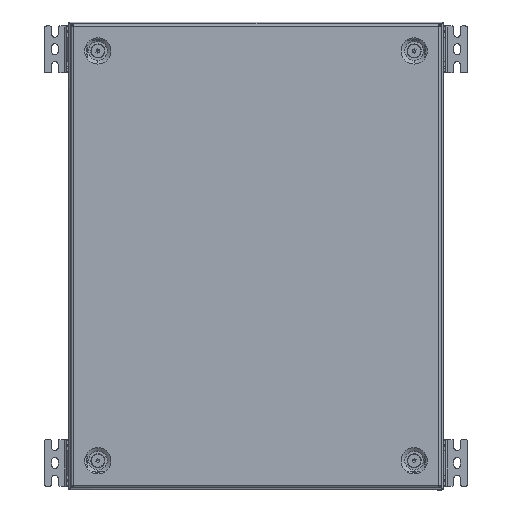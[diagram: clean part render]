
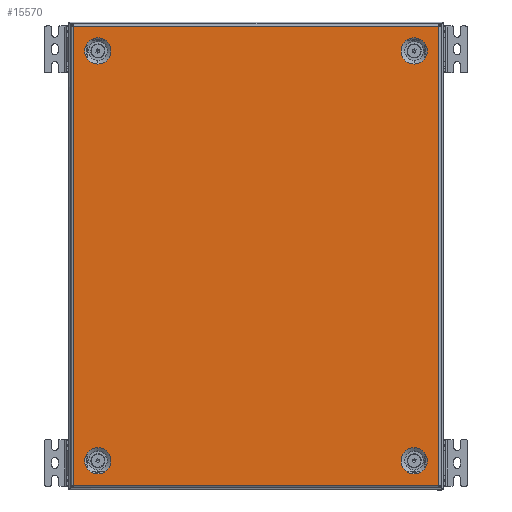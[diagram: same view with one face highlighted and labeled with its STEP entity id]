
A CAD part, top view. The second image highlights one B-rep face of the part: STEP entity #15570.
In plain terms, the highlighted planar face has unit normal (0, 0, 1).
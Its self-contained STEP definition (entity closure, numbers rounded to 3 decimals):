
#933 = LINE ( 'NONE', #7622, #5411 ) ;
#1065 = VECTOR ( 'NONE', #17118, 1000. ) ;
#1483 = CARTESIAN_POINT ( 'NONE',  ( -169., -233., 0. ) ) ;
#1544 = DIRECTION ( 'NONE',  ( 1., 0., 0. ) ) ;
#1627 = CIRCLE ( 'NONE', #3448, 14. ) ;
#1710 = CARTESIAN_POINT ( 'NONE',  ( -169., 219., 0. ) ) ;
#1961 = VERTEX_POINT ( 'NONE', #19480 ) ;
#2329 = CARTESIAN_POINT ( 'NONE',  ( -169., -219., 0. ) ) ;
#2337 = AXIS2_PLACEMENT_3D ( 'NONE', #5246, #22167, #13947 ) ;
#2357 = AXIS2_PLACEMENT_3D ( 'NONE', #16778, #21035, #1544 ) ;
#2482 = CARTESIAN_POINT ( 'NONE',  ( -169., 219., 0. ) ) ;
#3448 = AXIS2_PLACEMENT_3D ( 'NONE', #2482, #15584, #12905 ) ;
#3558 = DIRECTION ( 'NONE',  ( 0., 0., 1. ) ) ;
#3645 = VECTOR ( 'NONE', #25337, 1000. ) ;
#3962 = EDGE_CURVE ( 'NONE', #14800, #6156, #6246, .T. ) ;
#4079 = ORIENTED_EDGE ( 'NONE', *, *, #5451, .F. ) ;
#4367 = AXIS2_PLACEMENT_3D ( 'NONE', #24391, #9463, #13885 ) ;
#4617 = ORIENTED_EDGE ( 'NONE', *, *, #11900, .F. ) ;
#5050 = VERTEX_POINT ( 'NONE', #7833 ) ;
#5152 = DIRECTION ( 'NONE',  ( 0., 1., 0. ) ) ;
#5246 = CARTESIAN_POINT ( 'NONE',  ( 0., 0., 0. ) ) ;
#5393 = ORIENTED_EDGE ( 'NONE', *, *, #15222, .F. ) ;
#5411 = VECTOR ( 'NONE', #7484, 1000. ) ;
#5451 = EDGE_CURVE ( 'NONE', #13487, #27625, #15648, .T. ) ;
#5567 = CARTESIAN_POINT ( 'NONE',  ( 197.5, -245.5, 0. ) ) ;
#6024 = VERTEX_POINT ( 'NONE', #12532 ) ;
#6096 = ORIENTED_EDGE ( 'NONE', *, *, #12155, .F. ) ;
#6156 = VERTEX_POINT ( 'NONE', #26013 ) ;
#6246 = LINE ( 'NONE', #14670, #14295 ) ;
#6341 = CARTESIAN_POINT ( 'NONE',  ( 169., -219., 0. ) ) ;
#6901 = ORIENTED_EDGE ( 'NONE', *, *, #3962, .T. ) ;
#7202 = CARTESIAN_POINT ( 'NONE',  ( 195.5, 245.5, 0. ) ) ;
#7253 = EDGE_CURVE ( 'NONE', #13981, #14800, #13615, .T. ) ;
#7393 = CARTESIAN_POINT ( 'NONE',  ( -195.5, 245.5, 0. ) ) ;
#7396 = FACE_BOUND ( 'NONE', #19652, .T. ) ;
#7424 = EDGE_CURVE ( 'NONE', #13981, #13395, #933, .T. ) ;
#7484 = DIRECTION ( 'NONE',  ( 1., 0., 0. ) ) ;
#7573 = VECTOR ( 'NONE', #5152, 1000. ) ;
#7622 = CARTESIAN_POINT ( 'NONE',  ( -197.5, 245.5, 0. ) ) ;
#7717 = VECTOR ( 'NONE', #22919, 1000. ) ;
#7833 = CARTESIAN_POINT ( 'NONE',  ( 169., 205., 0. ) ) ;
#8192 = ORIENTED_EDGE ( 'NONE', *, *, #25782, .F. ) ;
#8495 = DIRECTION ( 'NONE',  ( -1., 0., 0. ) ) ;
#8813 = ORIENTED_EDGE ( 'NONE', *, *, #17055, .T. ) ;
#9125 = ORIENTED_EDGE ( 'NONE', *, *, #26559, .T. ) ;
#9304 = DIRECTION ( 'NONE',  ( 0., 0., 1. ) ) ;
#9341 = EDGE_CURVE ( 'NONE', #27625, #13487, #15038, .T. ) ;
#9463 = DIRECTION ( 'NONE',  ( 0., 0., 1. ) ) ;
#9677 = CARTESIAN_POINT ( 'NONE',  ( 169., -233., 0. ) ) ;
#9819 = VERTEX_POINT ( 'NONE', #9677 ) ;
#9895 = CARTESIAN_POINT ( 'NONE',  ( -195.4, 245.5, 0. ) ) ;
#10012 = DIRECTION ( 'NONE',  ( 0., 0., 1. ) ) ;
#10525 = ORIENTED_EDGE ( 'NONE', *, *, #15759, .F. ) ;
#11248 = ORIENTED_EDGE ( 'NONE', *, *, #7253, .T. ) ;
#11280 = CIRCLE ( 'NONE', #13098, 14. ) ;
#11519 = EDGE_LOOP ( 'NONE', ( #21493, #4079 ) ) ;
#11900 = EDGE_CURVE ( 'NONE', #12014, #6024, #1627, .T. ) ;
#12014 = VERTEX_POINT ( 'NONE', #13047 ) ;
#12124 = DIRECTION ( 'NONE',  ( 0., 0., 1. ) ) ;
#12155 = EDGE_CURVE ( 'NONE', #5050, #20467, #19807, .T. ) ;
#12532 = CARTESIAN_POINT ( 'NONE',  ( -169., 205., 0. ) ) ;
#12905 = DIRECTION ( 'NONE',  ( 1., 0., 0. ) ) ;
#13047 = CARTESIAN_POINT ( 'NONE',  ( -169., 233., 0. ) ) ;
#13098 = AXIS2_PLACEMENT_3D ( 'NONE', #6341, #17435, #26119 ) ;
#13395 = VERTEX_POINT ( 'NONE', #9895 ) ;
#13487 = VERTEX_POINT ( 'NONE', #1483 ) ;
#13615 = LINE ( 'NONE', #17585, #14495 ) ;
#13697 = EDGE_CURVE ( 'NONE', #27903, #22721, #16523, .T. ) ;
#13785 = CARTESIAN_POINT ( 'NONE',  ( 195.4, 245.5, 0. ) ) ;
#13885 = DIRECTION ( 'NONE',  ( -1., 0., 0. ) ) ;
#13898 = AXIS2_PLACEMENT_3D ( 'NONE', #27368, #10012, #25083 ) ;
#13947 = DIRECTION ( 'NONE',  ( 1., 0., 0. ) ) ;
#13981 = VERTEX_POINT ( 'NONE', #7393 ) ;
#14295 = VECTOR ( 'NONE', #16933, 1000. ) ;
#14404 = DIRECTION ( 'NONE',  ( 1., 0., 0. ) ) ;
#14495 = VECTOR ( 'NONE', #15319, 1000. ) ;
#14670 = CARTESIAN_POINT ( 'NONE',  ( -195.793, -245.5, 0. ) ) ;
#14800 = VERTEX_POINT ( 'NONE', #23822 ) ;
#14817 = ORIENTED_EDGE ( 'NONE', *, *, #20828, .T. ) ;
#15038 = CIRCLE ( 'NONE', #22732, 14. ) ;
#15222 = EDGE_CURVE ( 'NONE', #6024, #12014, #26422, .T. ) ;
#15265 = CARTESIAN_POINT ( 'NONE',  ( -195.793, -245.5, 0. ) ) ;
#15319 = DIRECTION ( 'NONE',  ( 0., -1., 0. ) ) ;
#15570 = ADVANCED_FACE ( 'NONE', ( #15789, #7396, #24880, #16074, #16214 ), #24739, .T. ) ;
#15584 = DIRECTION ( 'NONE',  ( 0., 0., 1. ) ) ;
#15648 = CIRCLE ( 'NONE', #21549, 14. ) ;
#15759 = EDGE_CURVE ( 'NONE', #9819, #27753, #26441, .T. ) ;
#15789 = FACE_OUTER_BOUND ( 'NONE', #16311, .T. ) ;
#16074 = FACE_BOUND ( 'NONE', #11519, .T. ) ;
#16214 = FACE_BOUND ( 'NONE', #25881, .T. ) ;
#16311 = EDGE_LOOP ( 'NONE', ( #21547, #26046, #21073, #11248, #6901, #14817, #8813, #9125 ) ) ;
#16520 = CARTESIAN_POINT ( 'NONE',  ( -169., -219., 0. ) ) ;
#16523 = LINE ( 'NONE', #25192, #3645 ) ;
#16778 = CARTESIAN_POINT ( 'NONE',  ( 169., -219., 0. ) ) ;
#16933 = DIRECTION ( 'NONE',  ( 1., 0., 0. ) ) ;
#17055 = EDGE_CURVE ( 'NONE', #25207, #1961, #25062, .T. ) ;
#17118 = DIRECTION ( 'NONE',  ( 1., 0., 0. ) ) ;
#17435 = DIRECTION ( 'NONE',  ( 0., 0., 1. ) ) ;
#17516 = ORIENTED_EDGE ( 'NONE', *, *, #17716, .F. ) ;
#17585 = CARTESIAN_POINT ( 'NONE',  ( -195.5, 245.793, 0. ) ) ;
#17716 = EDGE_CURVE ( 'NONE', #27753, #9819, #11280, .T. ) ;
#18415 = VECTOR ( 'NONE', #8495, 1000. ) ;
#18608 = CARTESIAN_POINT ( 'NONE',  ( -169., -205., 0. ) ) ;
#19480 = CARTESIAN_POINT ( 'NONE',  ( 195.5, -245.5, 0. ) ) ;
#19590 = LINE ( 'NONE', #23849, #18415 ) ;
#19609 = AXIS2_PLACEMENT_3D ( 'NONE', #1710, #3558, #14404 ) ;
#19652 = EDGE_LOOP ( 'NONE', ( #5393, #4617 ) ) ;
#19807 = CIRCLE ( 'NONE', #4367, 14. ) ;
#19834 = DIRECTION ( 'NONE',  ( -1., 0., 0. ) ) ;
#20467 = VERTEX_POINT ( 'NONE', #20679 ) ;
#20679 = CARTESIAN_POINT ( 'NONE',  ( 169., 233., 0. ) ) ;
#20707 = EDGE_LOOP ( 'NONE', ( #6096, #8192 ) ) ;
#20828 = EDGE_CURVE ( 'NONE', #6156, #25207, #21512, .T. ) ;
#20843 = CARTESIAN_POINT ( 'NONE',  ( 195.4, -245.5, 0. ) ) ;
#20916 = DIRECTION ( 'NONE',  ( -1., 0., 0. ) ) ;
#21035 = DIRECTION ( 'NONE',  ( 0., 0., 1. ) ) ;
#21073 = ORIENTED_EDGE ( 'NONE', *, *, #7424, .F. ) ;
#21493 = ORIENTED_EDGE ( 'NONE', *, *, #9341, .F. ) ;
#21512 = LINE ( 'NONE', #15265, #1065 ) ;
#21547 = ORIENTED_EDGE ( 'NONE', *, *, #13697, .T. ) ;
#21549 = AXIS2_PLACEMENT_3D ( 'NONE', #16520, #12124, #20916 ) ;
#22167 = DIRECTION ( 'NONE',  ( 0., 0., 1. ) ) ;
#22504 = CARTESIAN_POINT ( 'NONE',  ( 195.5, -245.793, 0. ) ) ;
#22721 = VERTEX_POINT ( 'NONE', #13785 ) ;
#22732 = AXIS2_PLACEMENT_3D ( 'NONE', #2329, #9304, #19834 ) ;
#22919 = DIRECTION ( 'NONE',  ( 1., 0., 0. ) ) ;
#23566 = CARTESIAN_POINT ( 'NONE',  ( 169., -205., 0. ) ) ;
#23822 = CARTESIAN_POINT ( 'NONE',  ( -195.5, -245.5, 0. ) ) ;
#23849 = CARTESIAN_POINT ( 'NONE',  ( 195.793, 245.5, 0. ) ) ;
#24391 = CARTESIAN_POINT ( 'NONE',  ( 169., 219., 0. ) ) ;
#24739 = PLANE ( 'NONE',  #2337 ) ;
#24880 = FACE_BOUND ( 'NONE', #20707, .T. ) ;
#24911 = EDGE_CURVE ( 'NONE', #22721, #13395, #19590, .T. ) ;
#24926 = LINE ( 'NONE', #22504, #7573 ) ;
#25062 = LINE ( 'NONE', #5567, #7717 ) ;
#25083 = DIRECTION ( 'NONE',  ( -1., 0., 0. ) ) ;
#25192 = CARTESIAN_POINT ( 'NONE',  ( 195.793, 245.5, 0. ) ) ;
#25207 = VERTEX_POINT ( 'NONE', #20843 ) ;
#25337 = DIRECTION ( 'NONE',  ( -1., 0., 0. ) ) ;
#25782 = EDGE_CURVE ( 'NONE', #20467, #5050, #26153, .T. ) ;
#25881 = EDGE_LOOP ( 'NONE', ( #17516, #10525 ) ) ;
#26013 = CARTESIAN_POINT ( 'NONE',  ( -195.4, -245.5, 0. ) ) ;
#26046 = ORIENTED_EDGE ( 'NONE', *, *, #24911, .T. ) ;
#26119 = DIRECTION ( 'NONE',  ( 1., 0., 0. ) ) ;
#26153 = CIRCLE ( 'NONE', #13898, 14. ) ;
#26422 = CIRCLE ( 'NONE', #19609, 14. ) ;
#26441 = CIRCLE ( 'NONE', #2357, 14. ) ;
#26559 = EDGE_CURVE ( 'NONE', #1961, #27903, #24926, .T. ) ;
#27368 = CARTESIAN_POINT ( 'NONE',  ( 169., 219., 0. ) ) ;
#27625 = VERTEX_POINT ( 'NONE', #18608 ) ;
#27753 = VERTEX_POINT ( 'NONE', #23566 ) ;
#27903 = VERTEX_POINT ( 'NONE', #7202 ) ;
